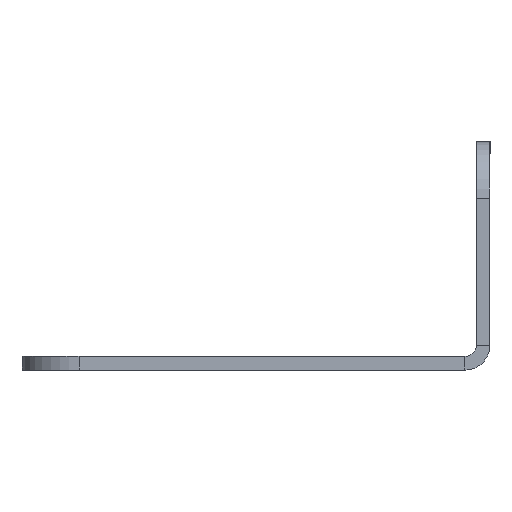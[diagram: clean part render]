
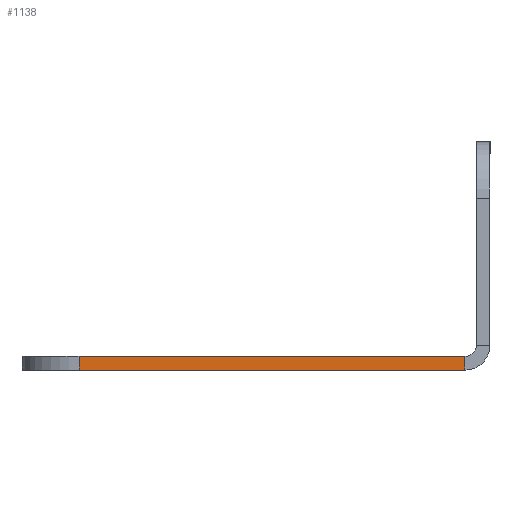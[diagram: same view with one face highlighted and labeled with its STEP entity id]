
A CAD part, left-side view. The second image highlights one B-rep face of the part: STEP entity #1138.
In plain terms, the highlighted planar face has unit normal (-1, 0, 0).
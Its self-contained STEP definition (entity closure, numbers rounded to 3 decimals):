
#56 = DIRECTION ( 'NONE',  ( 0., 0., 1. ) ) ;
#117 = ORIENTED_EDGE ( 'NONE', *, *, #1156, .T. ) ;
#229 = ORIENTED_EDGE ( 'NONE', *, *, #1297, .T. ) ;
#237 = AXIS2_PLACEMENT_3D ( 'NONE', #1623, #2134, #1082 ) ;
#240 = VERTEX_POINT ( 'NONE', #708 ) ;
#385 = PLANE ( 'NONE',  #237 ) ;
#389 = ORIENTED_EDGE ( 'NONE', *, *, #1851, .T. ) ;
#424 = VERTEX_POINT ( 'NONE', #607 ) ;
#457 = CARTESIAN_POINT ( 'NONE',  ( -286.5, 14.4, -1.2 ) ) ;
#464 = LINE ( 'NONE', #940, #1447 ) ;
#492 = DIRECTION ( 'NONE',  ( 0., -1., 0. ) ) ;
#539 = CARTESIAN_POINT ( 'NONE',  ( -286.5, 19.4, -1.2 ) ) ;
#607 = CARTESIAN_POINT ( 'NONE',  ( -286.5, -19.4, -1.2 ) ) ;
#617 = ORIENTED_EDGE ( 'NONE', *, *, #1979, .F. ) ;
#704 = VECTOR ( 'NONE', #492, 1000. ) ;
#708 = CARTESIAN_POINT ( 'NONE',  ( -286.5, 14.4, 0. ) ) ;
#713 = FACE_OUTER_BOUND ( 'NONE', #753, .T. ) ;
#753 = EDGE_LOOP ( 'NONE', ( #617, #389, #117, #229 ) ) ;
#765 = LINE ( 'NONE', #1179, #704 ) ;
#940 = CARTESIAN_POINT ( 'NONE',  ( -286.5, -19.4, -1.2 ) ) ;
#1082 = DIRECTION ( 'NONE',  ( 0., 0., 1. ) ) ;
#1126 = VECTOR ( 'NONE', #1151, 1000. ) ;
#1138 = ADVANCED_FACE ( 'NONE', ( #713 ), #385, .T. ) ;
#1151 = DIRECTION ( 'NONE',  ( 0., 0., -1. ) ) ;
#1156 = EDGE_CURVE ( 'NONE', #1277, #424, #1498, .T. ) ;
#1179 = CARTESIAN_POINT ( 'NONE',  ( -286.5, 19.4, 0. ) ) ;
#1277 = VERTEX_POINT ( 'NONE', #2151 ) ;
#1297 = EDGE_CURVE ( 'NONE', #424, #2014, #464, .T. ) ;
#1447 = VECTOR ( 'NONE', #56, 1000. ) ;
#1450 = DIRECTION ( 'NONE',  ( 0., -1., 0. ) ) ;
#1498 = LINE ( 'NONE', #539, #1706 ) ;
#1623 = CARTESIAN_POINT ( 'NONE',  ( -286.5, 19.4, -1.2 ) ) ;
#1706 = VECTOR ( 'NONE', #1450, 1000. ) ;
#1729 = CARTESIAN_POINT ( 'NONE',  ( -286.5, -19.4, 0. ) ) ;
#1851 = EDGE_CURVE ( 'NONE', #240, #1277, #1916, .T. ) ;
#1916 = LINE ( 'NONE', #457, #1126 ) ;
#1979 = EDGE_CURVE ( 'NONE', #240, #2014, #765, .T. ) ;
#2014 = VERTEX_POINT ( 'NONE', #1729 ) ;
#2134 = DIRECTION ( 'NONE',  ( -1., 0., 0. ) ) ;
#2151 = CARTESIAN_POINT ( 'NONE',  ( -286.5, 14.4, -1.2 ) ) ;
